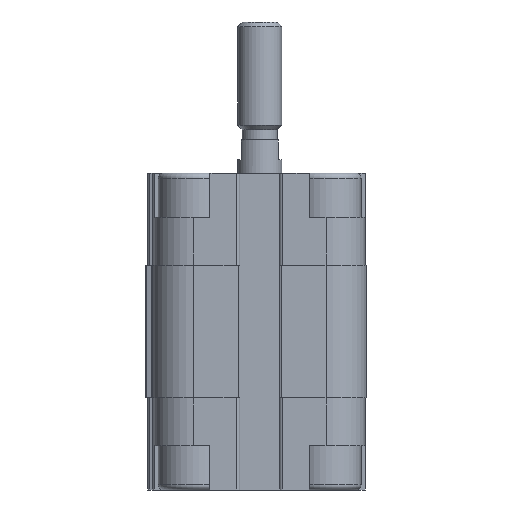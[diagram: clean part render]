
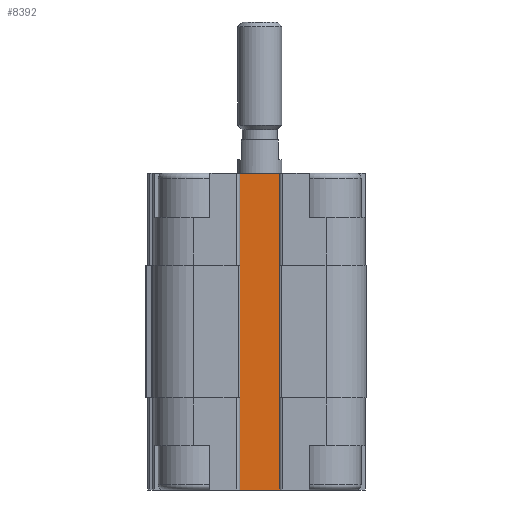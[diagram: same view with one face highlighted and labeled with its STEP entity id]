
A CAD part, left-side view. The second image highlights one B-rep face of the part: STEP entity #8392.
In plain terms, the highlighted face is planar.
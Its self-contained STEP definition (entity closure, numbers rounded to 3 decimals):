
#153=LINE('',#12720,#925);
#187=LINE('',#12867,#959);
#188=LINE('',#12872,#960);
#221=LINE('',#12970,#993);
#222=LINE('',#12972,#994);
#223=LINE('',#12974,#995);
#224=LINE('',#12976,#996);
#225=LINE('',#12978,#997);
#226=LINE('',#12980,#998);
#227=LINE('',#12982,#999);
#228=LINE('',#12984,#1000);
#229=LINE('',#12985,#1001);
#925=VECTOR('',#9888,1000.);
#959=VECTOR('',#10010,1000.);
#960=VECTOR('',#10015,1000.);
#993=VECTOR('',#10112,1000.);
#994=VECTOR('',#10115,1000.);
#995=VECTOR('',#10116,1000.);
#996=VECTOR('',#10117,1000.);
#997=VECTOR('',#10118,1000.);
#998=VECTOR('',#10119,1000.);
#999=VECTOR('',#10120,1000.);
#1000=VECTOR('',#10121,1000.);
#1001=VECTOR('',#10122,1000.);
#1632=PLANE('',#9015);
#2689=ORIENTED_EDGE('',*,*,#4950,.F.);
#2690=ORIENTED_EDGE('',*,*,#5075,.F.);
#2691=ORIENTED_EDGE('',*,*,#5025,.F.);
#2692=ORIENTED_EDGE('',*,*,#5076,.F.);
#2693=ORIENTED_EDGE('',*,*,#5077,.T.);
#2694=ORIENTED_EDGE('',*,*,#5078,.F.);
#2695=ORIENTED_EDGE('',*,*,#5079,.T.);
#2696=ORIENTED_EDGE('',*,*,#5080,.T.);
#2697=ORIENTED_EDGE('',*,*,#5081,.T.);
#2698=ORIENTED_EDGE('',*,*,#5082,.T.);
#2699=ORIENTED_EDGE('',*,*,#5027,.F.);
#2700=ORIENTED_EDGE('',*,*,#5083,.T.);
#4950=EDGE_CURVE('',#6163,#6164,#153,.T.);
#5025=EDGE_CURVE('',#6232,#6229,#187,.T.);
#5027=EDGE_CURVE('',#6234,#6235,#188,.T.);
#5075=EDGE_CURVE('',#6229,#6163,#221,.T.);
#5076=EDGE_CURVE('',#6268,#6232,#222,.T.);
#5077=EDGE_CURVE('',#6268,#6269,#223,.T.);
#5078=EDGE_CURVE('',#6270,#6269,#224,.T.);
#5079=EDGE_CURVE('',#6270,#6271,#225,.T.);
#5080=EDGE_CURVE('',#6271,#6272,#226,.T.);
#5081=EDGE_CURVE('',#6272,#6273,#227,.T.);
#5082=EDGE_CURVE('',#6273,#6235,#228,.T.);
#5083=EDGE_CURVE('',#6234,#6164,#229,.T.);
#6163=VERTEX_POINT('',#12719);
#6164=VERTEX_POINT('',#12721);
#6229=VERTEX_POINT('',#12861);
#6232=VERTEX_POINT('',#12866);
#6234=VERTEX_POINT('',#12871);
#6235=VERTEX_POINT('',#12873);
#6268=VERTEX_POINT('',#12973);
#6269=VERTEX_POINT('',#12975);
#6270=VERTEX_POINT('',#12977);
#6271=VERTEX_POINT('',#12979);
#6272=VERTEX_POINT('',#12981);
#6273=VERTEX_POINT('',#12983);
#7156=EDGE_LOOP('',(#2689,#2690,#2691,#2692,#2693,#2694,#2695,#2696,#2697,
#2698,#2699,#2700));
#7768=FACE_BOUND('',#7156,.T.);
#8392=ADVANCED_FACE('',(#7768),#1632,.T.);
#9015=AXIS2_PLACEMENT_3D('',#12971,#10113,#10114);
#9888=DIRECTION('',(0.,1.,0.));
#10010=DIRECTION('',(0.,1.,0.));
#10015=DIRECTION('',(0.,1.,0.));
#10112=DIRECTION('',(0.,0.,1.));
#10113=DIRECTION('',(1.,0.,0.));
#10114=DIRECTION('',(0.,0.,-1.));
#10115=DIRECTION('',(0.,0.,1.));
#10116=DIRECTION('',(0.,1.,0.));
#10117=DIRECTION('',(0.,0.,1.));
#10118=DIRECTION('',(0.,1.,0.));
#10119=DIRECTION('',(0.,0.,1.));
#10120=DIRECTION('',(0.,1.,0.));
#10121=DIRECTION('',(0.,0.,1.));
#10122=DIRECTION('',(0.,0.,1.));
#12719=CARTESIAN_POINT('',(9.5,-3.,0.));
#12720=CARTESIAN_POINT('',(9.5,-3.,0.));
#12721=CARTESIAN_POINT('',(9.5,3.,0.));
#12861=CARTESIAN_POINT('',(9.5,-3.,-12.5));
#12866=CARTESIAN_POINT('',(9.5,-3.2,-12.5));
#12867=CARTESIAN_POINT('',(9.5,-3.2,-12.5));
#12871=CARTESIAN_POINT('',(9.5,3.,-12.5));
#12872=CARTESIAN_POINT('',(9.5,-9.,-12.5));
#12873=CARTESIAN_POINT('',(9.5,3.2,-12.5));
#12970=CARTESIAN_POINT('',(9.5,-3.,-12.5));
#12971=CARTESIAN_POINT('',(9.5,-3.,-12.5));
#12972=CARTESIAN_POINT('',(9.5,-3.2,-30.5));
#12973=CARTESIAN_POINT('',(9.5,-3.2,-30.5));
#12974=CARTESIAN_POINT('',(9.5,-3.2,-30.5));
#12975=CARTESIAN_POINT('',(9.5,-3.,-30.5));
#12976=CARTESIAN_POINT('',(9.5,-3.,-43.));
#12977=CARTESIAN_POINT('',(9.5,-3.,-43.));
#12978=CARTESIAN_POINT('',(9.5,-3.,-43.));
#12979=CARTESIAN_POINT('',(9.5,3.,-43.));
#12980=CARTESIAN_POINT('',(9.5,3.,-43.));
#12981=CARTESIAN_POINT('',(9.5,3.,-30.5));
#12982=CARTESIAN_POINT('',(9.5,-3.2,-30.5));
#12983=CARTESIAN_POINT('',(9.5,3.2,-30.5));
#12984=CARTESIAN_POINT('',(9.5,3.2,-30.5));
#12985=CARTESIAN_POINT('',(9.5,3.,-12.5));
